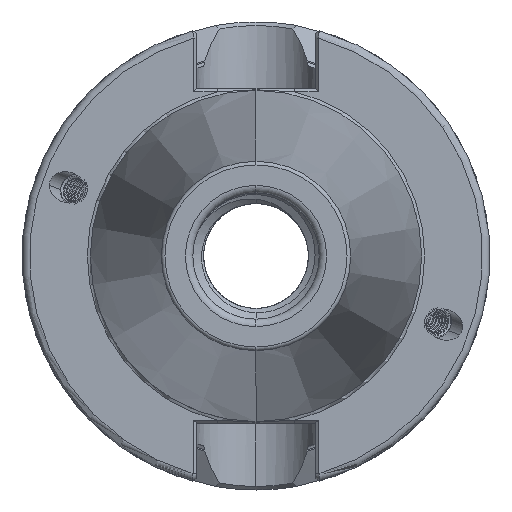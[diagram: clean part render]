
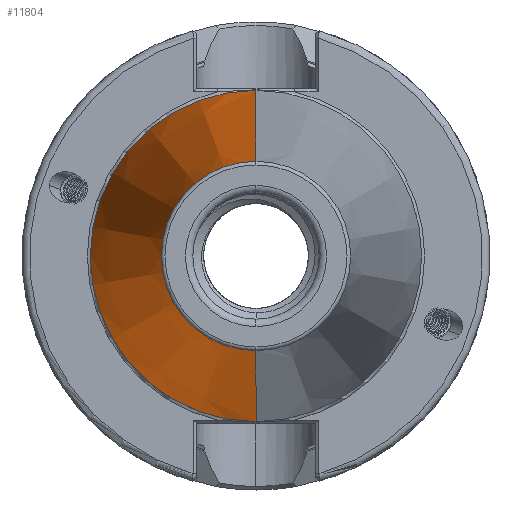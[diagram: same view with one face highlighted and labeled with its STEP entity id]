
A CAD part, left-side view. The second image highlights one B-rep face of the part: STEP entity #11804.
In plain terms, the highlighted conical face has half-angle 8.297 degrees and reference radius 22.298 mm.
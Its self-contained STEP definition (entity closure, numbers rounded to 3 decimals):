
#1039 = DIRECTION ( 'NONE',  ( 1., 0., 0. ) ) ;
#1063 = CARTESIAN_POINT ( 'NONE',  ( -1.5, 0., 0. ) ) ;
#1082 = DIRECTION ( 'NONE',  ( 0., 0., -1. ) ) ;
#2034 = FACE_OUTER_BOUND ( 'NONE', #2359, .T. ) ;
#2053 = CONICAL_SURFACE ( 'NONE', #21781, 22.298, 0.145 ) ;
#2359 = EDGE_LOOP ( 'NONE', ( #14742, #14770, #14780, #14752 ) ) ;
#7484 = CARTESIAN_POINT ( 'NONE',  ( -1.5, 0., -22.298 ) ) ;
#7531 = CARTESIAN_POINT ( 'NONE',  ( -66.972, 0., 12.75 ) ) ;
#7567 = CARTESIAN_POINT ( 'NONE',  ( -1.5, 0., 22.298 ) ) ;
#7575 = CARTESIAN_POINT ( 'NONE',  ( -66.972, 0., -12.75 ) ) ;
#11804 = ADVANCED_FACE ( 'NONE', ( #2034 ), #2053, .T. ) ;
#14742 = ORIENTED_EDGE ( 'NONE', *, *, #22980, .T. ) ;
#14752 = ORIENTED_EDGE ( 'NONE', *, *, #22978, .F. ) ;
#14770 = ORIENTED_EDGE ( 'NONE', *, *, #22986, .T. ) ;
#14780 = ORIENTED_EDGE ( 'NONE', *, *, #22993, .F. ) ;
#15433 = AXIS2_PLACEMENT_3D ( 'NONE', #19128, #19148, #19099 ) ;
#15443 = AXIS2_PLACEMENT_3D ( 'NONE', #19093, #19090, #19061 ) ;
#16133 = LINE ( 'NONE', #19021, #16154 ) ;
#16141 = CIRCLE ( 'NONE', #15443, 12.75 ) ;
#16145 = VECTOR ( 'NONE', #19076, 1000. ) ;
#16146 = LINE ( 'NONE', #19086, #16145 ) ;
#16154 = VECTOR ( 'NONE', #19049, 1000. ) ;
#16163 = CIRCLE ( 'NONE', #15433, 22.298 ) ;
#19021 = CARTESIAN_POINT ( 'NONE',  ( -1.5, 0., -22.298 ) ) ;
#19049 = DIRECTION ( 'NONE',  ( 0.99, 0., -0.144 ) ) ;
#19061 = DIRECTION ( 'NONE',  ( 0., 0., -1. ) ) ;
#19076 = DIRECTION ( 'NONE',  ( 0.99, 0., 0.144 ) ) ;
#19086 = CARTESIAN_POINT ( 'NONE',  ( -1.5, 0., 22.298 ) ) ;
#19090 = DIRECTION ( 'NONE',  ( 1., 0., 0. ) ) ;
#19093 = CARTESIAN_POINT ( 'NONE',  ( -66.972, 0., 0. ) ) ;
#19099 = DIRECTION ( 'NONE',  ( 0., 0., -1. ) ) ;
#19128 = CARTESIAN_POINT ( 'NONE',  ( -1.5, 0., 0. ) ) ;
#19148 = DIRECTION ( 'NONE',  ( 1., 0., 0. ) ) ;
#21781 = AXIS2_PLACEMENT_3D ( 'NONE', #1063, #1039, #1082 ) ;
#22274 = VERTEX_POINT ( 'NONE', #7484 ) ;
#22315 = VERTEX_POINT ( 'NONE', #7531 ) ;
#22324 = VERTEX_POINT ( 'NONE', #7575 ) ;
#22338 = VERTEX_POINT ( 'NONE', #7567 ) ;
#22978 = EDGE_CURVE ( 'NONE', #22324, #22274, #16133, .T. ) ;
#22980 = EDGE_CURVE ( 'NONE', #22324, #22315, #16141, .T. ) ;
#22986 = EDGE_CURVE ( 'NONE', #22315, #22338, #16146, .T. ) ;
#22993 = EDGE_CURVE ( 'NONE', #22274, #22338, #16163, .T. ) ;
